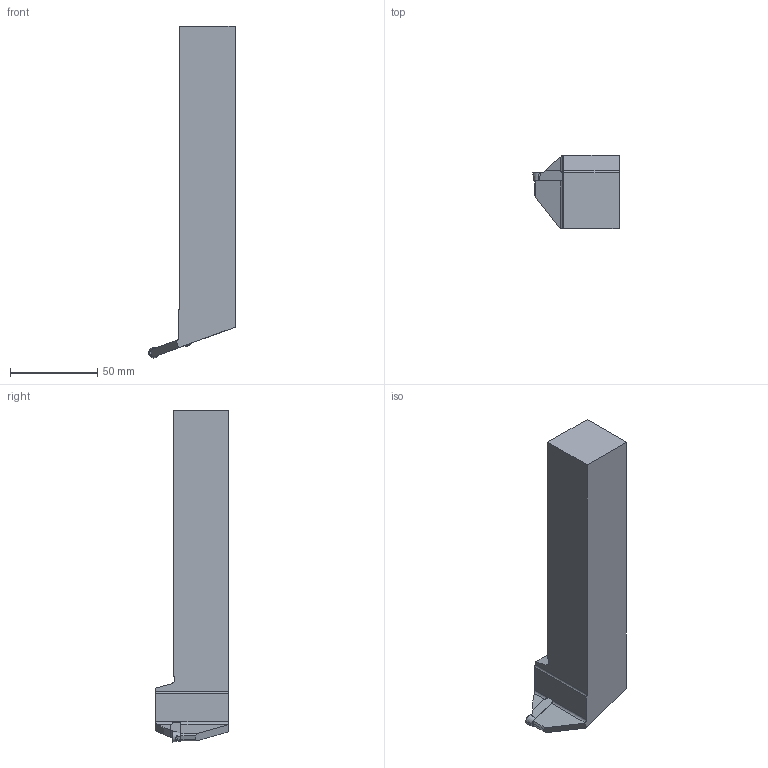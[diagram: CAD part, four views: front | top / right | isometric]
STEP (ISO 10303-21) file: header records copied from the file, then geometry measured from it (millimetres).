
FILE_DESCRIPTION(/* description */ (''),/* implementation_level */ '2;1');
FILE_NAME(/* name */ 'TOOLASSEMBLY_1.STP',/* time_stamp */ '2023-12-22T10:06:57+01:00',/* author */ (''),/* organization */ ('SMS'),/* preprocessor_version */ 'ST-DEVELOPER v16.7',/* originating_system */ 'SIEMENS PLM Software NX 12.0',/* authorisation */ '');
FILE_SCHEMA (('AUTOMOTIVE_DESIGN { 1 0 10303 214 3 1 1 1 }'));
Length unit declared in the file: millimetre
Products named in the file (4): ASSEMBLY_CONSTRUCTION; CUT_20231222100556; NOCUT_20231222100515; TOOLASSEMBLY_1
Assembly tree (3 placements, depth 2):
  TOOLASSEMBLY_1
    NOCUT_20231222100515
    CUT_20231222100556
    ASSEMBLY_CONSTRUCTION
Bounding box: 49.64 x 42.1 x 190.01 mm (x, y, z)
Volume: 189402.7 mm3; surface area: 27249.3 mm2
Topology: 2 solids, 2 shells, 54 faces, 164 edges, 120 vertices
Faces by surface type: plane 34, cylinder 10, bspline 8, cone 2
Entity records: 3466 total; most frequent: CARTESIAN_POINT 1915, ORIENTED_EDGE 324, DIRECTION 247, EDGE_CURVE 162, VERTEX_POINT 112, LINE 95, VECTOR 95, AXIS2_PLACEMENT_3D 76
